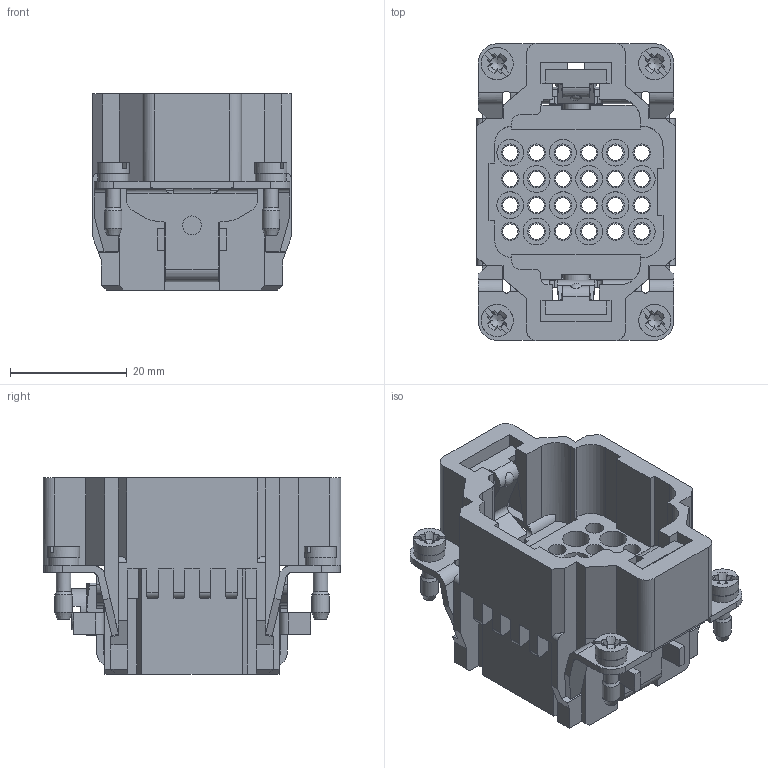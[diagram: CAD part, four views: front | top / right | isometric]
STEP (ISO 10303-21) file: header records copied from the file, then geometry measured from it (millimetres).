
FILE_DESCRIPTION(/* description */ (''),/* implementation_level */ '2;1');
FILE_NAME(/* name */ '100095195ugm000_e.stp',/* time_stamp */ '2019-03-07T09:50:46+01:00',/* author */ (''),/* organization */ (''),/* preprocessor_version */ 'ST-DEVELOPER v16.7',/* originating_system */ 'SIEMENS PLM Software NX 12.0',/* authorisation */ '');
FILE_SCHEMA (('AUTOMOTIVE_DESIGN { 1 0 10303 214 3 1 1 1 }'));
Length unit declared in the file: millimetre
Products named in the file (1): 100095195ugm000_e
Bounding box: 34 x 51 x 33.6 mm (x, y, z)
Volume: 18119.9 mm3; surface area: 19634.7 mm2
Topology: 1 solids, 3 shells, 946 faces, 3938 edges, 4386 vertices
Faces by surface type: plane 647, cylinder 217, cone 62, bspline 14, sphere 4, extrusion 2
Full cylindrical faces by diameter (mm): 0.55 x1, 0.6 x2, 0.65 x1, 2.438 x2, 2.5 x6, 2.6 x24, 3 x28, 3.2 x1, 3.4 x24, 4 x1, 4.5 x2, 4.6 x12, 5.3 x4, 5.5 x4, 7 x1
Entity records: 47719 total; most frequent: CARTESIAN_POINT 10230, DIRECTION 4911, ORIENTED_EDGE 4744, EDGE_CURVE 2372, PRESENTATION_STYLE_ASSIGNMENT 2284, VECTOR 2033, LINE 2031, VERTEX_POINT 1642
